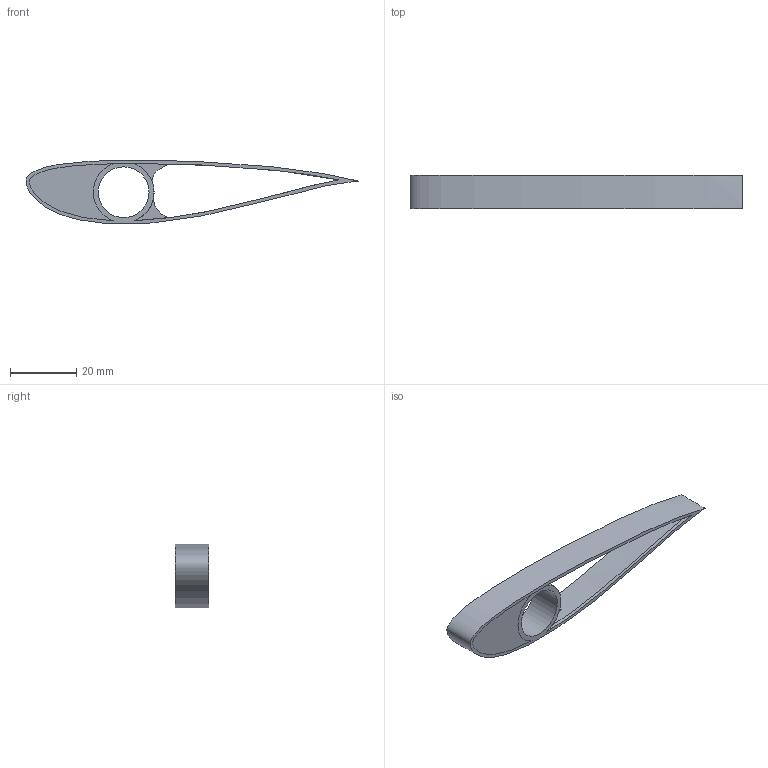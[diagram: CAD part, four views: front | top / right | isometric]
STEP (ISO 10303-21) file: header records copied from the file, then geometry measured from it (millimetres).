
FILE_DESCRIPTION(/* description */ (''),/* implementation_level */ '2;1');
FILE_NAME(/* name */ '4844ef33-34cb-4299-ada4-cb8f4d3f0967.stp',/* time_stamp */ '2019-01-08T14:27:03+00:00',/* author */ (''),/* organization */ (''),/* preprocessor_version */ 'ST-DEVELOPER v17.2',/* originating_system */ 'Autodesk Translation Framework v7.6.0.251',/* authorisation */ '');
FILE_SCHEMA (('AUTOMOTIVE_DESIGN { 1 0 10303 214 3 1 1 }'));
Length unit declared in the file: millimetre
Products named in the file (1): airofoil profile
Bounding box: 100 x 10 x 19.21 mm (x, y, z)
Surface area: 5912.1 mm2 (no closed solid volume)
Topology: 0 solids, 1 shells, 34 faces, 104 edges, 67 vertices
Faces by surface type: plane 16, bspline 11, cylinder 7
Full cylindrical faces by diameter (mm): 15.3 x1
Entity records: 3072 total; most frequent: CARTESIAN_POINT 2220, ORIENTED_EDGE 200, DIRECTION 125, EDGE_CURVE 100, VERTEX_POINT 66, AXIS2_PLACEMENT_3D 46, B_SPLINE_CURVE_WITH_KNOTS 43, EDGE_LOOP 40
